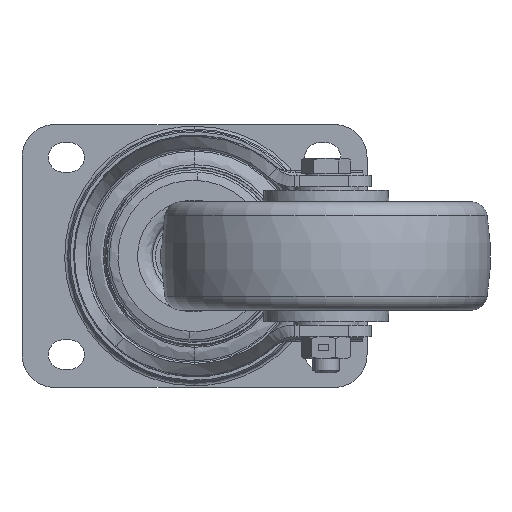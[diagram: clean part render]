
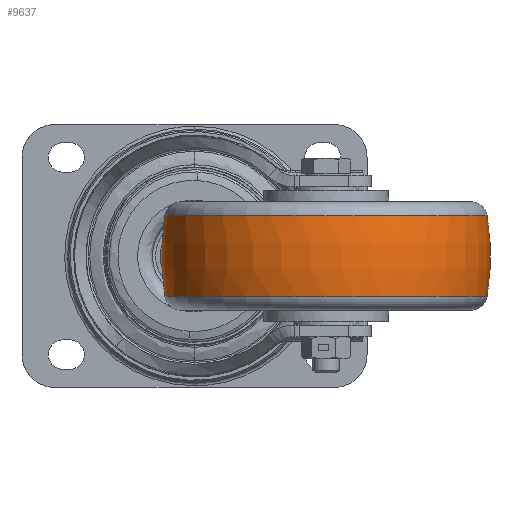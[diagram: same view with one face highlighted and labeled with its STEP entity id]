
A CAD part, front view. The second image highlights one B-rep face of the part: STEP entity #9637.
In plain terms, the highlighted toroidal (fillet/blend) face has major radius 30 mm and minor radius 80 mm.
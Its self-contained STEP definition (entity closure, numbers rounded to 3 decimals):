
#206 = DIRECTION ( 'NONE',  ( 0., 0., 1. ) ) ;
#650 = EDGE_CURVE ( 'NONE', #4472, #14899, #9592, .T. ) ;
#1331 = CIRCLE ( 'NONE', #6523, 49.056 ) ;
#1421 = EDGE_CURVE ( 'NONE', #17953, #22301, #15919, .T. ) ;
#1621 = DIRECTION ( 'NONE',  ( 1., 0., 0. ) ) ;
#2143 = TOROIDAL_SURFACE ( 'NONE', #8091, -30., 80. ) ;
#3733 = DIRECTION ( 'NONE',  ( 0., 0., 1. ) ) ;
#4211 = DIRECTION ( 'NONE',  ( 0., 0., 1. ) ) ;
#4472 = VERTEX_POINT ( 'NONE', #9635 ) ;
#5952 = AXIS2_PLACEMENT_3D ( 'NONE', #12823, #3733, #24526 ) ;
#6523 = AXIS2_PLACEMENT_3D ( 'NONE', #8678, #4211, #1621 ) ;
#7598 = CIRCLE ( 'NONE', #5952, 49.056 ) ;
#7738 = CARTESIAN_POINT ( 'NONE',  ( 70., -78., 0. ) ) ;
#8091 = AXIS2_PLACEMENT_3D ( 'NONE', #11695, #206, #18903 ) ;
#8678 = CARTESIAN_POINT ( 'NONE',  ( 40., -78., -12.255 ) ) ;
#9592 = CIRCLE ( 'NONE', #22341, 80. ) ;
#9635 = CARTESIAN_POINT ( 'NONE',  ( 89.056, -78., -12.255 ) ) ;
#9637 = ADVANCED_FACE ( 'NONE', ( #19158 ), #2143, .T. ) ;
#9862 = EDGE_CURVE ( 'NONE', #22301, #14899, #7598, .T. ) ;
#11695 = CARTESIAN_POINT ( 'NONE',  ( 40., -78., 0. ) ) ;
#12298 = CARTESIAN_POINT ( 'NONE',  ( 89.056, -78., 12.255 ) ) ;
#12801 = ORIENTED_EDGE ( 'NONE', *, *, #1421, .F. ) ;
#12823 = CARTESIAN_POINT ( 'NONE',  ( 40., -78., 12.255 ) ) ;
#13780 = EDGE_CURVE ( 'NONE', #17953, #4472, #1331, .T. ) ;
#14899 = VERTEX_POINT ( 'NONE', #12298 ) ;
#15919 = CIRCLE ( 'NONE', #29706, 80. ) ;
#16141 = ORIENTED_EDGE ( 'NONE', *, *, #9862, .F. ) ;
#16837 = CARTESIAN_POINT ( 'NONE',  ( -9.056, -78., -12.255 ) ) ;
#17953 = VERTEX_POINT ( 'NONE', #16837 ) ;
#18787 = EDGE_LOOP ( 'NONE', ( #12801, #20434, #25985, #16141 ) ) ;
#18903 = DIRECTION ( 'NONE',  ( 1., 0., 0. ) ) ;
#19158 = FACE_OUTER_BOUND ( 'NONE', #18787, .T. ) ;
#20434 = ORIENTED_EDGE ( 'NONE', *, *, #13780, .T. ) ;
#22301 = VERTEX_POINT ( 'NONE', #23845 ) ;
#22341 = AXIS2_PLACEMENT_3D ( 'NONE', #25348, #27337, #29864 ) ;
#23845 = CARTESIAN_POINT ( 'NONE',  ( -9.056, -78., 12.255 ) ) ;
#24526 = DIRECTION ( 'NONE',  ( 1., 0., 0. ) ) ;
#25348 = CARTESIAN_POINT ( 'NONE',  ( 10., -78., 0. ) ) ;
#25985 = ORIENTED_EDGE ( 'NONE', *, *, #650, .T. ) ;
#27337 = DIRECTION ( 'NONE',  ( 0., -1., 0. ) ) ;
#28254 = DIRECTION ( 'NONE',  ( 0., 1., 0. ) ) ;
#28357 = DIRECTION ( 'NONE',  ( -1., 0., 0. ) ) ;
#29706 = AXIS2_PLACEMENT_3D ( 'NONE', #7738, #28254, #28357 ) ;
#29864 = DIRECTION ( 'NONE',  ( 0., 0., -1. ) ) ;
